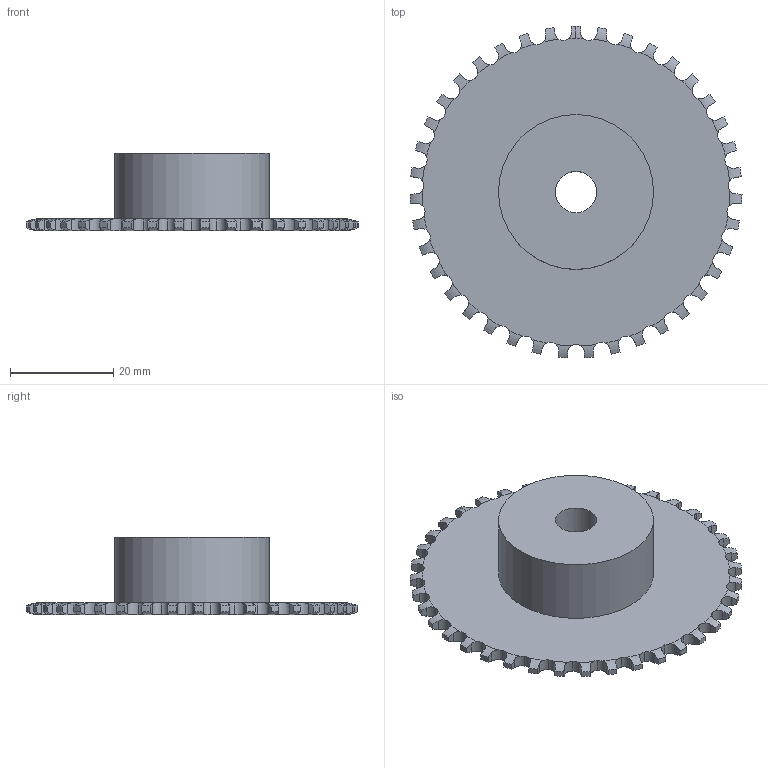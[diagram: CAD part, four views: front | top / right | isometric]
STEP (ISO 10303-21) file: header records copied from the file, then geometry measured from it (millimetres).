
FILE_DESCRIPTION(('FreeCAD Model'),'2;1');
FILE_NAME('Open CASCADE Shape Model','2021-02-24T19:03:46',('Author'),( ''),'Open CASCADE STEP processor 7.4','FreeCAD','Unknown');
FILE_SCHEMA(('AUTOMOTIVE_DESIGN { 1 0 10303 214 1 1 1 1 }'));
Length unit declared in the file: millimetre
Products named in the file (1): Hole
Bounding box: 64.29 x 64.25 x 15 mm (x, y, z)
Volume: 14947.4 mm3; surface area: 8029.5 mm2
Topology: 1 solids, 1 shells, 280 faces, 909 edges, 632 vertices
Faces by surface type: cylinder 197, revolution 80, plane 3
Full cylindrical faces by diameter (mm): 8 x1, 30 x1
Entity records: 33213 total; most frequent: CARTESIAN_POINT 16842, DIRECTION 2674, ORIENTED_EDGE 1818, PCURVE 1818, DEFINITIONAL_REPRESENTATION 1818, LINE 1073, VECTOR 1073, B_SPLINE_CURVE_WITH_KNOTS 936
